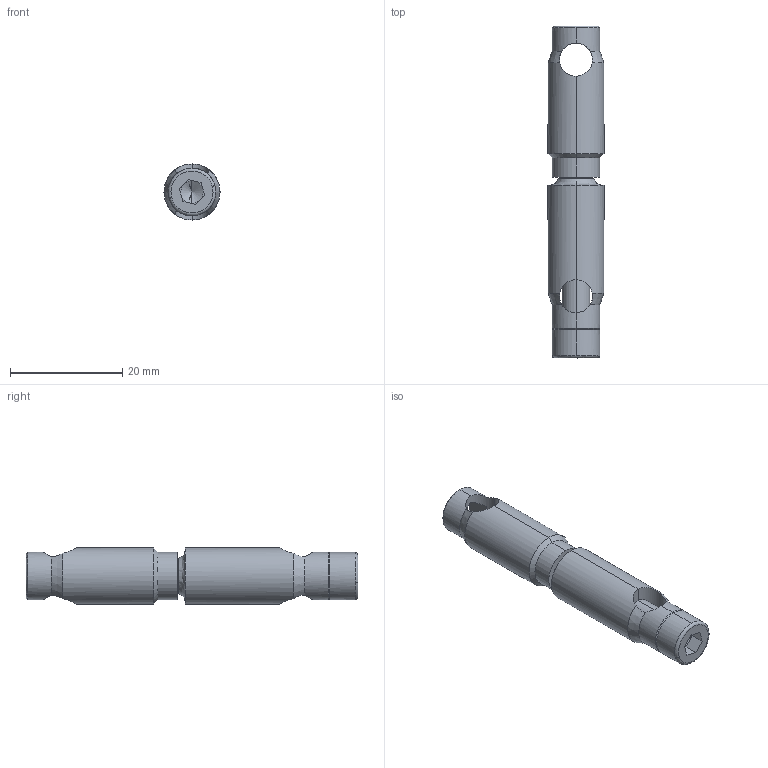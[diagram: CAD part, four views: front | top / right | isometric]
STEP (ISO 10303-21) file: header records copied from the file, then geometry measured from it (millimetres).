
FILE_DESCRIPTION (( 'STEP AP214' ), '1' );
FILE_NAME ('099GS061M5E.STEP', '2015-06-18T13:45:57', ( 'Not-Admin' ), ( 'Hewlett-Packard Company' ), 'SwSTEP 2.0', 'SolidWorks 2014', '' );
FILE_SCHEMA (( 'AUTOMOTIVE_DESIGN' ));
Length unit declared in the file: millimetre
Products named in the file (1): 099GS061M5E
Bounding box: 10 x 59.2 x 10 mm (x, y, z)
Volume: 3581.6 mm3; surface area: 3727.5 mm2
Topology: 3 solids, 3 shells, 324 faces, 828 edges, 505 vertices
Faces by surface type: cone 156, plane 80, bspline 66, cylinder 22
Entity records: 14620 total; most frequent: CARTESIAN_POINT 3184, DIRECTION 1736, ORIENTED_EDGE 1652, EDGE_CURVE 826, AXIS2_PLACEMENT_3D 709, VERTEX_POINT 505, CIRCLE 450, EDGE_LOOP 333
